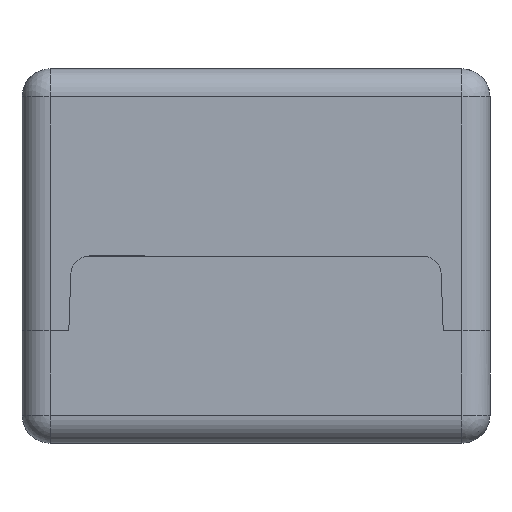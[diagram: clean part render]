
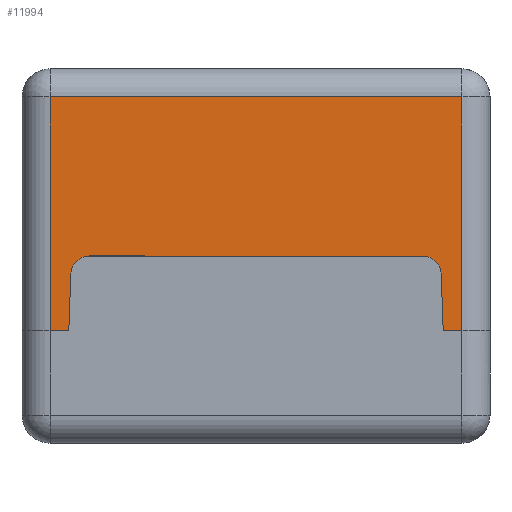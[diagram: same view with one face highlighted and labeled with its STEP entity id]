
A CAD part, left-side view. The second image highlights one B-rep face of the part: STEP entity #11994.
In plain terms, the highlighted face is planar.
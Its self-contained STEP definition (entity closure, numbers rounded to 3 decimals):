
#11094=CARTESIAN_POINT('',(50.0,-20.0,0.0));
#11095=VERTEX_POINT('',#11094);
#11102=CARTESIAN_POINT('',(50.0,-19.788,-6.07));
#11103=VERTEX_POINT('',#11102);
#11104=CARTESIAN_POINT('',(50.0,-19.788,-6.07));
#11105=DIRECTION('',(0.0,-0.035,0.999));
#11106=VECTOR('',#11105,6.073);
#11107=LINE('',#11104,#11106);
#11108=EDGE_CURVE('',#11103,#11095,#11107,.T.);
#11157=CARTESIAN_POINT('',(50.0,-17.789,-8.0));
#11158=VERTEX_POINT('',#11157);
#11159=CARTESIAN_POINT('',(50.0,-17.789,-6.));
#11160=DIRECTION('',(-1.0,0.0,0.0));
#11161=DIRECTION('',(0.0,-0.999,-0.035));
#11162=AXIS2_PLACEMENT_3D('',#11159,#11160,#11161);
#11163=CIRCLE('',#11162,2.);
#11164=EDGE_CURVE('',#11158,#11103,#11163,.T.);
#11207=CARTESIAN_POINT('',(50.0,17.789,-8.));
#11208=VERTEX_POINT('',#11207);
#11209=CARTESIAN_POINT('',(50.0,17.789,-8.));
#11210=DIRECTION('',(0.0,-1.0,0.0));
#11211=VECTOR('',#11210,35.579);
#11212=LINE('',#11209,#11211);
#11213=EDGE_CURVE('',#11208,#11158,#11212,.T.);
#11255=CARTESIAN_POINT('',(50.0,19.788,-6.07));
#11256=VERTEX_POINT('',#11255);
#11257=CARTESIAN_POINT('',(50.0,17.789,-6.));
#11258=DIRECTION('',(-1.0,0.0,0.0));
#11259=DIRECTION('',(0.0,0.0,-1.0));
#11260=AXIS2_PLACEMENT_3D('',#11257,#11258,#11259);
#11261=CIRCLE('',#11260,2.);
#11262=EDGE_CURVE('',#11256,#11208,#11261,.T.);
#11305=CARTESIAN_POINT('',(50.0,20.,0.));
#11306=VERTEX_POINT('',#11305);
#11307=CARTESIAN_POINT('',(50.0,20.,0.));
#11308=DIRECTION('',(0.0,-0.035,-0.999));
#11309=VECTOR('',#11308,6.073);
#11310=LINE('',#11307,#11309);
#11311=EDGE_CURVE('',#11306,#11256,#11310,.T.);
#11873=CARTESIAN_POINT('',(50.0,22.,0.0));
#11874=VERTEX_POINT('',#11873);
#11875=CARTESIAN_POINT('',(50.0,22.,0.0));
#11876=DIRECTION('',(0.0,-1.0,0.0));
#11877=VECTOR('',#11876,2.0);
#11878=LINE('',#11875,#11877);
#11879=EDGE_CURVE('',#11874,#11306,#11878,.T.);
#11951=CARTESIAN_POINT('',(50.0,-22.,0.0));
#11952=DIRECTION('',(1.0,0.0,0.0));
#11953=DIRECTION('',(0.0,0.0,-1.0));
#11954=AXIS2_PLACEMENT_3D('',#11951,#11952,#11953);
#11955=PLANE('',#11954);
#11956=ORIENTED_EDGE('',*,*,#11311,.T.);
#11957=ORIENTED_EDGE('',*,*,#11262,.T.);
#11958=ORIENTED_EDGE('',*,*,#11213,.T.);
#11959=ORIENTED_EDGE('',*,*,#11164,.T.);
#11960=ORIENTED_EDGE('',*,*,#11108,.T.);
#11961=CARTESIAN_POINT('',(50.0,-22.,0.0));
#11962=VERTEX_POINT('',#11961);
#11963=CARTESIAN_POINT('',(50.0,-20.0,0.0));
#11964=DIRECTION('',(0.0,-1.0,0.0));
#11965=VECTOR('',#11964,2.);
#11966=LINE('',#11963,#11965);
#11967=EDGE_CURVE('',#11095,#11962,#11966,.T.);
#11968=ORIENTED_EDGE('',*,*,#11967,.T.);
#11969=CARTESIAN_POINT('',(50.0,-22.,-25.0));
#11970=VERTEX_POINT('',#11969);
#11971=CARTESIAN_POINT('',(50.0,-22.,0.0));
#11972=DIRECTION('',(0.0,0.0,-1.0));
#11973=VECTOR('',#11972,25.0);
#11974=LINE('',#11971,#11973);
#11975=EDGE_CURVE('',#11962,#11970,#11974,.T.);
#11976=ORIENTED_EDGE('',*,*,#11975,.T.);
#11977=CARTESIAN_POINT('',(50.0,22.,-25.0));
#11978=VERTEX_POINT('',#11977);
#11979=CARTESIAN_POINT('',(50.0,22.,-25.0));
#11980=DIRECTION('',(0.0,-1.0,0.0));
#11981=VECTOR('',#11980,44.);
#11982=LINE('',#11979,#11981);
#11983=EDGE_CURVE('',#11978,#11970,#11982,.T.);
#11984=ORIENTED_EDGE('',*,*,#11983,.F.);
#11985=CARTESIAN_POINT('',(50.0,22.,0.0));
#11986=DIRECTION('',(0.0,0.0,-1.0));
#11987=VECTOR('',#11986,25.0);
#11988=LINE('',#11985,#11987);
#11989=EDGE_CURVE('',#11874,#11978,#11988,.T.);
#11990=ORIENTED_EDGE('',*,*,#11989,.F.);
#11991=ORIENTED_EDGE('',*,*,#11879,.T.);
#11992=EDGE_LOOP('',(#11956,#11957,#11958,#11959,#11960,#11968,#11976,#11984,#11990,#11991));
#11993=FACE_OUTER_BOUND('',#11992,.T.);
#11994=ADVANCED_FACE('',(#11993),#11955,.T.);
